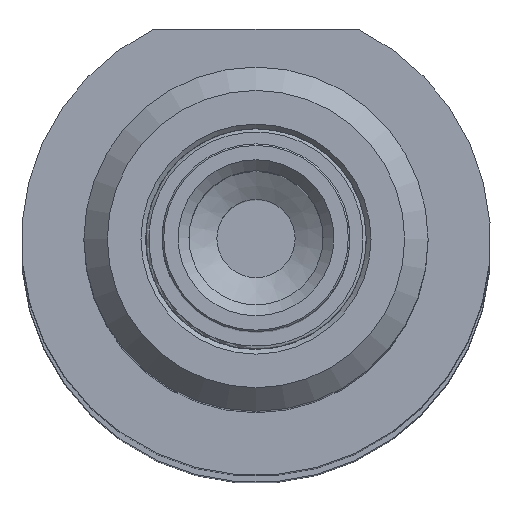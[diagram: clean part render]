
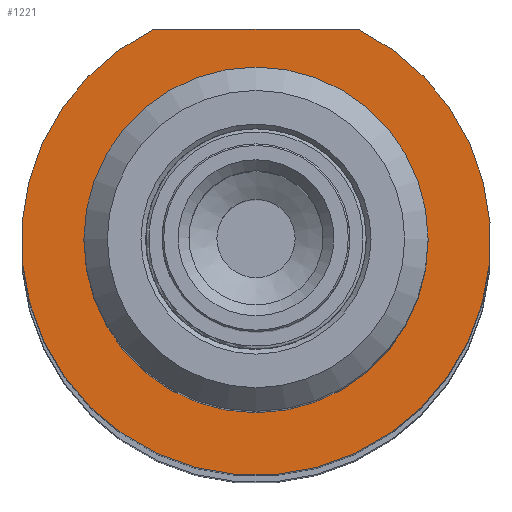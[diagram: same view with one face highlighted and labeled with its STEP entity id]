
A CAD part, front view. The second image highlights one B-rep face of the part: STEP entity #1221.
In plain terms, the highlighted face is planar.
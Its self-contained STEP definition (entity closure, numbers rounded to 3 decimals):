
#141=LINE('',#2147,#159);
#159=VECTOR('',#1730,13.077);
#188=PLANE('',#1469);
#274=FACE_BOUND('',#514,.T.);
#372=FACE_OUTER_BOUND('',#513,.T.);
#513=EDGE_LOOP('',(#1035,#1036));
#514=EDGE_LOOP('',(#1037));
#654=CIRCLE('',#1466,11.);
#655=CIRCLE('',#1468,15.);
#741=VERTEX_POINT('',#2145);
#742=VERTEX_POINT('',#2146);
#754=VERTEX_POINT('',#2185);
#848=EDGE_CURVE('',#741,#742,#141,.T.);
#863=EDGE_CURVE('',#754,#754,#654,.T.);
#864=EDGE_CURVE('',#742,#741,#655,.T.);
#1035=ORIENTED_EDGE('',*,*,#848,.F.);
#1036=ORIENTED_EDGE('',*,*,#864,.F.);
#1037=ORIENTED_EDGE('',*,*,#863,.T.);
#1221=ADVANCED_FACE('',(#372,#274),#188,.T.);
#1466=AXIS2_PLACEMENT_3D('',#2186,#1779,#1780);
#1468=AXIS2_PLACEMENT_3D('',#2188,#1783,#1784);
#1469=AXIS2_PLACEMENT_3D('',#2189,#1785,#1786);
#1730=DIRECTION('',(1.,0.,0.));
#1779=DIRECTION('center_axis',(0.,1.,0.));
#1780=DIRECTION('ref_axis',(0.,0.,1.));
#1783=DIRECTION('center_axis',(0.,1.,0.));
#1784=DIRECTION('ref_axis',(-0.436,0.,0.9));
#1785=DIRECTION('center_axis',(0.,-1.,0.));
#1786=DIRECTION('ref_axis',(0.,0.,-1.));
#2145=CARTESIAN_POINT('',(-6.538,-57.,13.5));
#2146=CARTESIAN_POINT('',(6.538,-57.,13.5));
#2147=CARTESIAN_POINT('',(-6.538,-57.,13.5));
#2185=CARTESIAN_POINT('',(0.,-57.,11.));
#2186=CARTESIAN_POINT('Origin',(0.,-57.,0.));
#2188=CARTESIAN_POINT('Origin',(0.,-57.,0.));
#2189=CARTESIAN_POINT('Origin',(0.,-57.,1.083));
